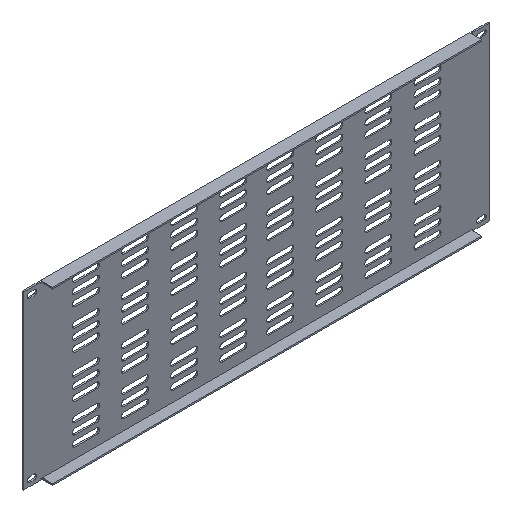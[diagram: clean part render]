
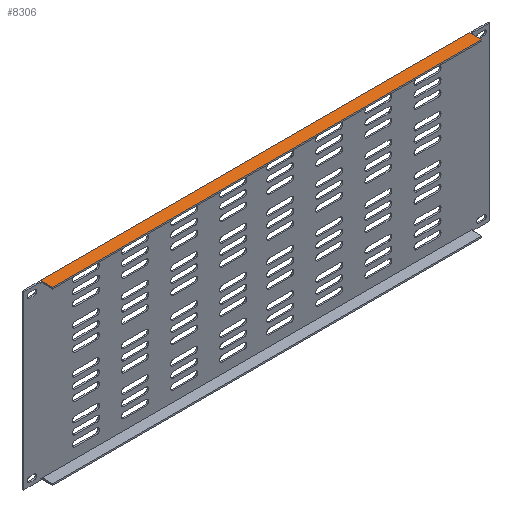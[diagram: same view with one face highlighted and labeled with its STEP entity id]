
A CAD part, isometric view. The second image highlights one B-rep face of the part: STEP entity #8306.
In plain terms, the highlighted planar face has unit normal (0, 0, 1).
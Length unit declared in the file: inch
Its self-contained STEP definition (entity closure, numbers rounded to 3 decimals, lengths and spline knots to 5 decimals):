
#224 = VERTEX_POINT ( 'NONE', #17896 ) ;
#543 = VECTOR ( 'NONE', #11579, 39.37008 ) ;
#791 = CARTESIAN_POINT ( 'NONE',  ( -8.74016, -0.4626, 3.49409 ) ) ;
#833 = VERTEX_POINT ( 'NONE', #16927 ) ;
#951 = CARTESIAN_POINT ( 'NONE',  ( 8.74016, -0.02953, 3.49409 ) ) ;
#1109 = LINE ( 'NONE', #19857, #543 ) ;
#1662 = DIRECTION ( 'NONE',  ( 0., 0., -1. ) ) ;
#2397 = VERTEX_POINT ( 'NONE', #6196 ) ;
#2679 = VECTOR ( 'NONE', #2977, 39.37008 ) ;
#2977 = DIRECTION ( 'NONE',  ( 0., 1., 0. ) ) ;
#3445 = DIRECTION ( 'NONE',  ( -1., 0., 0. ) ) ;
#3780 = LINE ( 'NONE', #5220, #11112 ) ;
#4434 = AXIS2_PLACEMENT_3D ( 'NONE', #6562, #1662, #18644 ) ;
#4927 = EDGE_LOOP ( 'NONE', ( #14441, #9769, #11710, #10823 ) ) ;
#5220 = CARTESIAN_POINT ( 'NONE',  ( 8.74016, -0.4626, 3.49409 ) ) ;
#6052 = DIRECTION ( 'NONE',  ( 0., 1., 0. ) ) ;
#6196 = CARTESIAN_POINT ( 'NONE',  ( 8.74016, 0.02953, 3.49409 ) ) ;
#6435 = EDGE_CURVE ( 'NONE', #224, #12872, #3780, .T. ) ;
#6450 = FACE_OUTER_BOUND ( 'NONE', #4927, .T. ) ;
#6562 = CARTESIAN_POINT ( 'NONE',  ( -9.48819, 0.02953, 3.49409 ) ) ;
#8306 = ADVANCED_FACE ( 'NONE', ( #6450 ), #15074, .F. ) ;
#8572 = EDGE_CURVE ( 'NONE', #12872, #833, #11430, .T. ) ;
#9769 = ORIENTED_EDGE ( 'NONE', *, *, #8572, .F. ) ;
#10823 = ORIENTED_EDGE ( 'NONE', *, *, #20500, .T. ) ;
#11112 = VECTOR ( 'NONE', #3445, 39.37008 ) ;
#11430 = LINE ( 'NONE', #18616, #2679 ) ;
#11579 = DIRECTION ( 'NONE',  ( 1., 0., 0. ) ) ;
#11710 = ORIENTED_EDGE ( 'NONE', *, *, #6435, .F. ) ;
#12050 = VECTOR ( 'NONE', #6052, 39.37008 ) ;
#12872 = VERTEX_POINT ( 'NONE', #791 ) ;
#14441 = ORIENTED_EDGE ( 'NONE', *, *, #18268, .F. ) ;
#15074 = PLANE ( 'NONE',  #4434 ) ;
#16121 = LINE ( 'NONE', #951, #12050 ) ;
#16927 = CARTESIAN_POINT ( 'NONE',  ( -8.74016, 0.02953, 3.49409 ) ) ;
#17896 = CARTESIAN_POINT ( 'NONE',  ( 8.74016, -0.4626, 3.49409 ) ) ;
#18268 = EDGE_CURVE ( 'NONE', #833, #2397, #1109, .T. ) ;
#18616 = CARTESIAN_POINT ( 'NONE',  ( -8.74016, -0.02953, 3.49409 ) ) ;
#18644 = DIRECTION ( 'NONE',  ( -1., 0., 0. ) ) ;
#19857 = CARTESIAN_POINT ( 'NONE',  ( -9.48819, 0.02953, 3.49409 ) ) ;
#20500 = EDGE_CURVE ( 'NONE', #224, #2397, #16121, .T. ) ;
